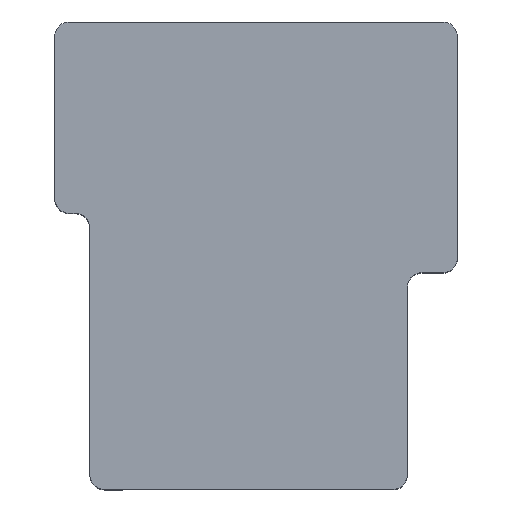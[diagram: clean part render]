
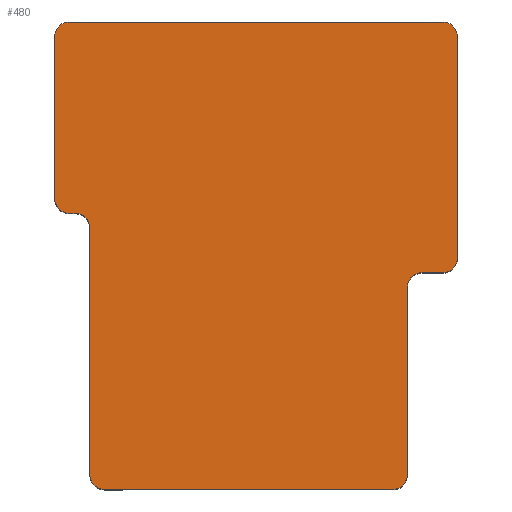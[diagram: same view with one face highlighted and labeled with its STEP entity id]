
A CAD part, top view. The second image highlights one B-rep face of the part: STEP entity #480.
In plain terms, the highlighted planar face has unit normal (0, 0, 1).
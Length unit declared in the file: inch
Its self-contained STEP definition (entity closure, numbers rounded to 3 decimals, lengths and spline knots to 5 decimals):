
#42=PLANE('',#550);
#70=FACE_OUTER_BOUND('',#103,.T.);
#103=EDGE_LOOP('',(#404,#405,#406,#407,#408,#409,#410,#411,#412,#413,#414,
#415,#416,#417,#418,#419));
#129=LINE('',#787,#166);
#134=LINE('',#800,#171);
#137=LINE('',#809,#174);
#142=LINE('',#823,#179);
#147=LINE('',#836,#184);
#148=LINE('',#838,#185);
#149=LINE('',#840,#186);
#150=LINE('',#842,#187);
#166=VECTOR('',#618,0.3937);
#171=VECTOR('',#633,0.3937);
#174=VECTOR('',#642,0.3937);
#179=VECTOR('',#657,0.3937);
#184=VECTOR('',#672,0.3937);
#185=VECTOR('',#675,0.3937);
#186=VECTOR('',#678,0.3937);
#187=VECTOR('',#681,0.3937);
#193=CIRCLE('',#518,0.03937);
#202=CIRCLE('',#530,0.03937);
#203=CIRCLE('',#532,0.03937);
#204=CIRCLE('',#535,0.03937);
#205=CIRCLE('',#538,0.03937);
#206=CIRCLE('',#540,0.03937);
#207=CIRCLE('',#543,0.03937);
#208=CIRCLE('',#545,0.03937);
#219=VERTEX_POINT('',#747);
#220=VERTEX_POINT('',#748);
#237=VERTEX_POINT('',#786);
#238=VERTEX_POINT('',#790);
#239=VERTEX_POINT('',#794);
#240=VERTEX_POINT('',#795);
#241=VERTEX_POINT('',#802);
#242=VERTEX_POINT('',#803);
#243=VERTEX_POINT('',#808);
#244=VERTEX_POINT('',#812);
#245=VERTEX_POINT('',#816);
#246=VERTEX_POINT('',#817);
#247=VERTEX_POINT('',#822);
#248=VERTEX_POINT('',#826);
#249=VERTEX_POINT('',#830);
#250=VERTEX_POINT('',#831);
#261=EDGE_CURVE('',#219,#220,#193,.T.);
#280=EDGE_CURVE('',#237,#220,#129,.T.);
#282=EDGE_CURVE('',#237,#238,#202,.T.);
#284=EDGE_CURVE('',#239,#240,#203,.T.);
#287=EDGE_CURVE('',#239,#238,#134,.T.);
#288=EDGE_CURVE('',#241,#242,#204,.T.);
#291=EDGE_CURVE('',#243,#242,#137,.T.);
#293=EDGE_CURVE('',#243,#244,#205,.T.);
#295=EDGE_CURVE('',#245,#246,#206,.T.);
#298=EDGE_CURVE('',#247,#246,#142,.T.);
#300=EDGE_CURVE('',#247,#248,#207,.T.);
#302=EDGE_CURVE('',#249,#250,#208,.T.);
#305=EDGE_CURVE('',#219,#250,#147,.T.);
#306=EDGE_CURVE('',#241,#240,#148,.T.);
#307=EDGE_CURVE('',#245,#244,#149,.T.);
#308=EDGE_CURVE('',#249,#248,#150,.T.);
#404=ORIENTED_EDGE('',*,*,#261,.F.);
#405=ORIENTED_EDGE('',*,*,#305,.T.);
#406=ORIENTED_EDGE('',*,*,#302,.F.);
#407=ORIENTED_EDGE('',*,*,#308,.T.);
#408=ORIENTED_EDGE('',*,*,#300,.F.);
#409=ORIENTED_EDGE('',*,*,#298,.T.);
#410=ORIENTED_EDGE('',*,*,#295,.F.);
#411=ORIENTED_EDGE('',*,*,#307,.T.);
#412=ORIENTED_EDGE('',*,*,#293,.F.);
#413=ORIENTED_EDGE('',*,*,#291,.T.);
#414=ORIENTED_EDGE('',*,*,#288,.F.);
#415=ORIENTED_EDGE('',*,*,#306,.T.);
#416=ORIENTED_EDGE('',*,*,#284,.F.);
#417=ORIENTED_EDGE('',*,*,#287,.T.);
#418=ORIENTED_EDGE('',*,*,#282,.F.);
#419=ORIENTED_EDGE('',*,*,#280,.T.);
#480=ADVANCED_FACE('',(#70),#42,.T.);
#518=AXIS2_PLACEMENT_3D('',#749,#586,#587);
#530=AXIS2_PLACEMENT_3D('',#791,#622,#623);
#532=AXIS2_PLACEMENT_3D('',#796,#627,#628);
#535=AXIS2_PLACEMENT_3D('',#804,#636,#637);
#538=AXIS2_PLACEMENT_3D('',#813,#646,#647);
#540=AXIS2_PLACEMENT_3D('',#818,#651,#652);
#543=AXIS2_PLACEMENT_3D('',#827,#661,#662);
#545=AXIS2_PLACEMENT_3D('',#832,#666,#667);
#550=AXIS2_PLACEMENT_3D('',#843,#682,#683);
#586=DIRECTION('center_axis',(0.,0.,-1.));
#587=DIRECTION('ref_axis',(-0.707,-0.707,0.));
#618=DIRECTION('',(0.,-1.,0.));
#622=DIRECTION('center_axis',(0.,0.,1.));
#623=DIRECTION('ref_axis',(0.707,0.707,0.));
#627=DIRECTION('center_axis',(0.,0.,-1.));
#628=DIRECTION('ref_axis',(-0.707,-0.707,0.));
#633=DIRECTION('',(1.,0.,0.));
#636=DIRECTION('center_axis',(0.,0.,-1.));
#637=DIRECTION('ref_axis',(-0.707,0.707,0.));
#642=DIRECTION('',(-1.,0.,0.));
#646=DIRECTION('center_axis',(0.,0.,-1.));
#647=DIRECTION('ref_axis',(0.707,0.707,0.));
#651=DIRECTION('center_axis',(0.,0.,-1.));
#652=DIRECTION('ref_axis',(0.707,-0.707,0.));
#657=DIRECTION('',(1.,0.,0.));
#661=DIRECTION('center_axis',(0.,0.,1.));
#662=DIRECTION('ref_axis',(-0.707,0.707,0.));
#666=DIRECTION('center_axis',(0.,0.,-1.));
#667=DIRECTION('ref_axis',(0.707,-0.707,0.));
#672=DIRECTION('',(1.,0.,0.));
#675=DIRECTION('',(0.,-1.,0.));
#678=DIRECTION('',(0.,1.,0.));
#681=DIRECTION('',(0.,1.,0.));
#682=DIRECTION('center_axis',(0.,0.,1.));
#683=DIRECTION('ref_axis',(1.,0.,0.));
#747=CARTESIAN_POINT('',(-0.38583,-0.62598,0.7874));
#748=CARTESIAN_POINT('',(-0.4252,-0.58661,0.7874));
#749=CARTESIAN_POINT('Origin',(-0.38583,-0.58661,0.7874));
#786=CARTESIAN_POINT('',(-0.4252,0.07437,0.7874));
#787=CARTESIAN_POINT('',(-0.4252,-0.62598,0.7874));
#790=CARTESIAN_POINT('',(-0.46457,0.11374,0.7874));
#791=CARTESIAN_POINT('Origin',(-0.46457,0.07437,0.7874));
#794=CARTESIAN_POINT('',(-0.48031,0.11374,0.7874));
#795=CARTESIAN_POINT('',(-0.51969,0.15311,0.7874));
#796=CARTESIAN_POINT('Origin',(-0.48031,0.15311,0.7874));
#800=CARTESIAN_POINT('',(-0.4252,0.11374,0.7874));
#802=CARTESIAN_POINT('',(-0.51969,0.58661,0.7874));
#803=CARTESIAN_POINT('',(-0.48031,0.62598,0.7874));
#804=CARTESIAN_POINT('Origin',(-0.48031,0.58661,0.7874));
#808=CARTESIAN_POINT('',(0.51969,0.62598,0.7874));
#809=CARTESIAN_POINT('',(-0.51969,0.62598,0.7874));
#812=CARTESIAN_POINT('',(0.55906,0.58661,0.7874));
#813=CARTESIAN_POINT('Origin',(0.51969,0.58661,0.7874));
#816=CARTESIAN_POINT('',(0.55906,-0.00614,0.7874));
#817=CARTESIAN_POINT('',(0.51969,-0.04551,0.7874));
#818=CARTESIAN_POINT('Origin',(0.51969,-0.00614,0.7874));
#822=CARTESIAN_POINT('',(0.46457,-0.04551,0.7874));
#823=CARTESIAN_POINT('',(0.55906,-0.04551,0.7874));
#826=CARTESIAN_POINT('',(0.4252,-0.08488,0.7874));
#827=CARTESIAN_POINT('Origin',(0.46457,-0.08488,0.7874));
#830=CARTESIAN_POINT('',(0.4252,-0.58661,0.7874));
#831=CARTESIAN_POINT('',(0.38583,-0.62598,0.7874));
#832=CARTESIAN_POINT('Origin',(0.38583,-0.58661,0.7874));
#836=CARTESIAN_POINT('',(0.4252,-0.62598,0.7874));
#838=CARTESIAN_POINT('',(-0.51969,0.11374,0.7874));
#840=CARTESIAN_POINT('',(0.55906,0.62598,0.7874));
#842=CARTESIAN_POINT('',(0.4252,-0.04551,0.7874));
#843=CARTESIAN_POINT('Origin',(0.01969,0.,
0.7874));
